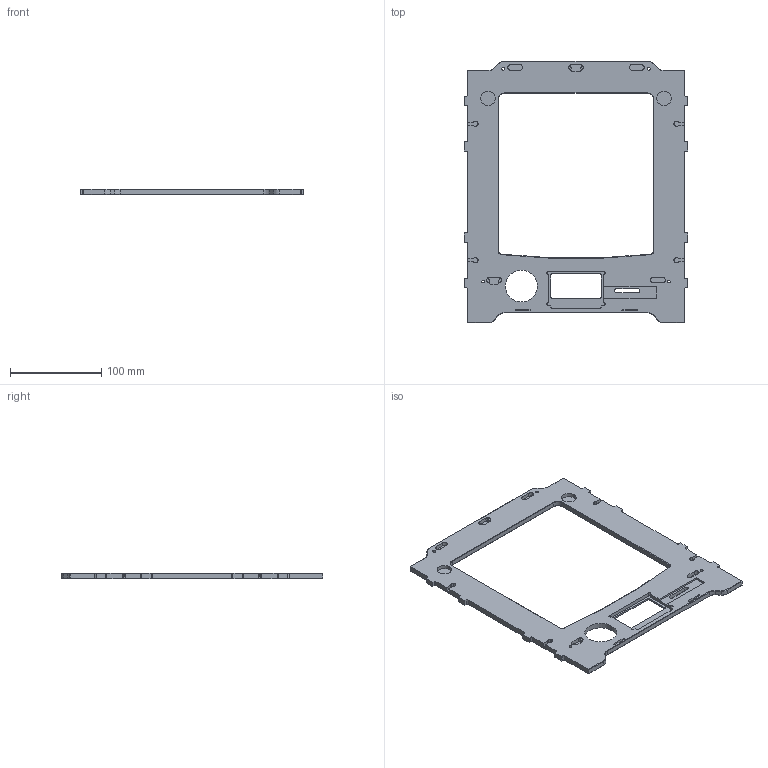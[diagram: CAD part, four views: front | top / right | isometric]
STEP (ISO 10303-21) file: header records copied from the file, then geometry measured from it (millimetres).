
FILE_DESCRIPTION (( 'STEP AP203' ), '1' );
FILE_NAME ('1716-01.STEP', '2014-11-21T16:29:09', ( '' ), ( '' ), 'SwSTEP 2.0', 'SolidWorks 2014', '' );
FILE_SCHEMA (( 'CONFIG_CONTROL_DESIGN' ));
Length unit declared in the file: millimetre
Products named in the file (1): 1716-01
Bounding box: 245.6 x 287.5 x 6.2 mm (x, y, z)
Volume: 188508.6 mm3; surface area: 82328.6 mm2
Topology: 12 solids, 12 shells, 508 faces, 1366 edges, 892 vertices
Faces by surface type: plane 253, cylinder 117, bspline 112, cone 26
Entity records: 16534 total; most frequent: CARTESIAN_POINT 4260, ORIENTED_EDGE 2732, DIRECTION 2194, EDGE_CURVE 1366, VERTEX_POINT 892, LINE 880, VECTOR 880, AXIS2_PLACEMENT_3D 657
